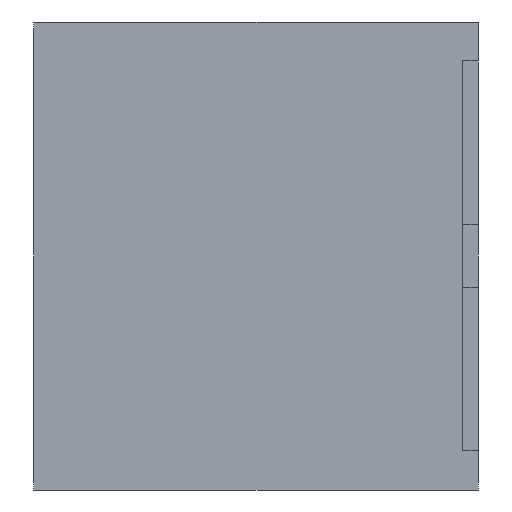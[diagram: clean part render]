
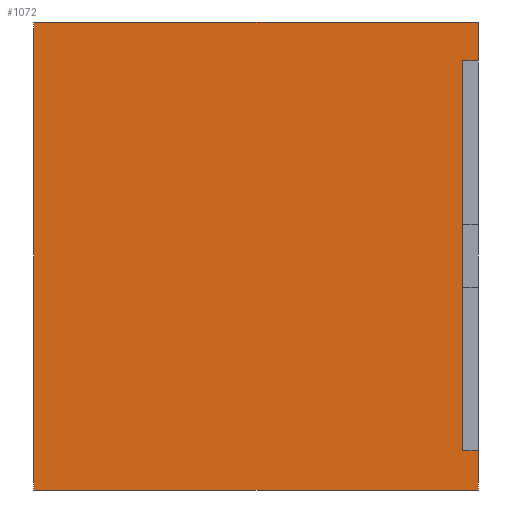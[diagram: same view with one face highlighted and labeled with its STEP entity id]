
A CAD part, left-side view. The second image highlights one B-rep face of the part: STEP entity #1072.
In plain terms, the highlighted planar face has unit normal (-1, 0, 0).
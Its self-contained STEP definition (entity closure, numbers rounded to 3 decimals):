
#16 = EDGE_CURVE ( 'NONE', #1357, #374, #93, .T. ) ;
#28 = ORIENTED_EDGE ( 'NONE', *, *, #37, .F. ) ;
#34 = VERTEX_POINT ( 'NONE', #885 ) ;
#35 = VECTOR ( 'NONE', #604, 1000. ) ;
#36 = ORIENTED_EDGE ( 'NONE', *, *, #1372, .F. ) ;
#37 = EDGE_CURVE ( 'NONE', #1715, #1158, #207, .T. ) ;
#45 = DIRECTION ( 'NONE',  ( 0., -1., 0. ) ) ;
#66 = LINE ( 'NONE', #1142, #35 ) ;
#77 = DIRECTION ( 'NONE',  ( 0., -1., 0. ) ) ;
#79 = PLANE ( 'NONE',  #1609 ) ;
#93 = LINE ( 'NONE', #1152, #470 ) ;
#105 = VECTOR ( 'NONE', #794, 1000. ) ;
#110 = CARTESIAN_POINT ( 'NONE',  ( -14., 57., -29. ) ) ;
#191 = ORIENTED_EDGE ( 'NONE', *, *, #982, .T. ) ;
#207 = LINE ( 'NONE', #751, #358 ) ;
#241 = EDGE_CURVE ( 'NONE', #34, #1427, #1253, .T. ) ;
#255 = ORIENTED_EDGE ( 'NONE', *, *, #735, .F. ) ;
#267 = CARTESIAN_POINT ( 'NONE',  ( -14., 57., -30. ) ) ;
#314 = DIRECTION ( 'NONE',  ( 0., 1., 0. ) ) ;
#346 = CARTESIAN_POINT ( 'NONE',  ( -14., 0., -30. ) ) ;
#358 = VECTOR ( 'NONE', #77, 1000. ) ;
#374 = VERTEX_POINT ( 'NONE', #1429 ) ;
#397 = CARTESIAN_POINT ( 'NONE',  ( -14., 0., 30. ) ) ;
#470 = VECTOR ( 'NONE', #639, 1000. ) ;
#479 = CARTESIAN_POINT ( 'NONE',  ( -14., 2., -29. ) ) ;
#495 = ORIENTED_EDGE ( 'NONE', *, *, #1219, .F. ) ;
#525 = ORIENTED_EDGE ( 'NONE', *, *, #877, .T. ) ;
#555 = CARTESIAN_POINT ( 'NONE',  ( -14., 57., -29. ) ) ;
#556 = VECTOR ( 'NONE', #314, 1000. ) ;
#559 = DIRECTION ( 'NONE',  ( 0., 0., -1. ) ) ;
#604 = DIRECTION ( 'NONE',  ( 0., 0., -1. ) ) ;
#639 = DIRECTION ( 'NONE',  ( 0., 1., 0. ) ) ;
#707 = CARTESIAN_POINT ( 'NONE',  ( -14., 2., 25. ) ) ;
#735 = EDGE_CURVE ( 'NONE', #1158, #34, #1216, .T. ) ;
#736 = ORIENTED_EDGE ( 'NONE', *, *, #16, .T. ) ;
#751 = CARTESIAN_POINT ( 'NONE',  ( -14., 57., 30. ) ) ;
#785 = VECTOR ( 'NONE', #1135, 1000. ) ;
#787 = FACE_OUTER_BOUND ( 'NONE', #1270, .T. ) ;
#794 = DIRECTION ( 'NONE',  ( 0., 0., 1. ) ) ;
#877 = EDGE_CURVE ( 'NONE', #374, #1427, #1153, .T. ) ;
#885 = CARTESIAN_POINT ( 'NONE',  ( -14., 0., 25. ) ) ;
#909 = CARTESIAN_POINT ( 'NONE',  ( -14., 0., 30. ) ) ;
#938 = VERTEX_POINT ( 'NONE', #346 ) ;
#982 = EDGE_CURVE ( 'NONE', #1189, #938, #1688, .T. ) ;
#996 = CARTESIAN_POINT ( 'NONE',  ( -14., 0., -25. ) ) ;
#1072 = ADVANCED_FACE ( 'NONE', ( #787 ), #79, .F. ) ;
#1099 = ORIENTED_EDGE ( 'NONE', *, *, #241, .F. ) ;
#1132 = CARTESIAN_POINT ( 'NONE',  ( -14., 0., 25. ) ) ;
#1135 = DIRECTION ( 'NONE',  ( 0., 0., 1. ) ) ;
#1142 = CARTESIAN_POINT ( 'NONE',  ( -14., 0., -25. ) ) ;
#1152 = CARTESIAN_POINT ( 'NONE',  ( -14., 0., -25. ) ) ;
#1153 = LINE ( 'NONE', #479, #785 ) ;
#1158 = VERTEX_POINT ( 'NONE', #909 ) ;
#1189 = VERTEX_POINT ( 'NONE', #267 ) ;
#1207 = LINE ( 'NONE', #555, #105 ) ;
#1216 = LINE ( 'NONE', #397, #1725 ) ;
#1219 = EDGE_CURVE ( 'NONE', #1189, #1715, #1207, .T. ) ;
#1244 = CARTESIAN_POINT ( 'NONE',  ( -14., 57., 30. ) ) ;
#1248 = CARTESIAN_POINT ( 'NONE',  ( -14., 57., -30. ) ) ;
#1253 = LINE ( 'NONE', #1132, #556 ) ;
#1270 = EDGE_LOOP ( 'NONE', ( #191, #36, #736, #525, #1099, #255, #28, #495 ) ) ;
#1357 = VERTEX_POINT ( 'NONE', #996 ) ;
#1372 = EDGE_CURVE ( 'NONE', #1357, #938, #66, .T. ) ;
#1427 = VERTEX_POINT ( 'NONE', #707 ) ;
#1429 = CARTESIAN_POINT ( 'NONE',  ( -14., 2., -25. ) ) ;
#1583 = VECTOR ( 'NONE', #45, 1000. ) ;
#1609 = AXIS2_PLACEMENT_3D ( 'NONE', #110, #1716, #1743 ) ;
#1688 = LINE ( 'NONE', #1248, #1583 ) ;
#1715 = VERTEX_POINT ( 'NONE', #1244 ) ;
#1716 = DIRECTION ( 'NONE',  ( 1., 0., 0. ) ) ;
#1725 = VECTOR ( 'NONE', #559, 1000. ) ;
#1743 = DIRECTION ( 'NONE',  ( 0., 0., -1. ) ) ;
